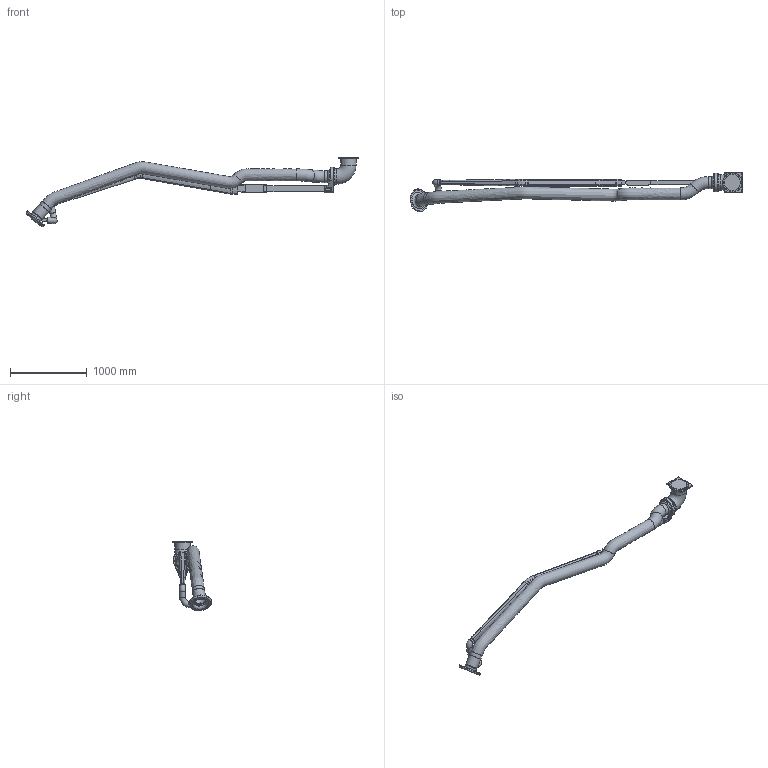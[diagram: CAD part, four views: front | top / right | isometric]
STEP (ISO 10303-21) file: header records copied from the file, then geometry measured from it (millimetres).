
FILE_DESCRIPTION(/* description */ ('Unknown'),/* implementation_level */ '2;1');
FILE_NAME(/* name */ 'SR00143',/* time_stamp */ '2019-10-28T14:32:06+01:00',/* author */ ('Unknown'),/* organization */ ('Unknown'),/* preprocessor_version */ 'ST-DEVELOPER v16.7',/* originating_system */ 'DEX',/* authorisation */ $);
FILE_SCHEMA (('AUTOMOTIVE_DESIGN {1 0 10303 214 3 1 1}'));
Length unit declared in the file: millimetre
Products named in the file (20): SR00143; Swivel; SR2005111-5; SR2005112; SR2005303; SR2005742; SR2006436-4; Arm; SR2005677; SR2005339; 2005426; SR2005338; SR2005687; part2; SR2005424; Hose; 2006537; Part1; Join-2; Hood
Assembly tree (19 placements, depth 3):
  SR00143
    Swivel
      SR2005111-5
      SR2005112
      SR2005303
      SR2005742
      SR2006436-4
    Arm
      SR2005677
      SR2005339
      2005426
      SR2005338
      SR2005687
      part2
      SR2005424
    Hose
    2006537
    Part1
    Join-2
    Hood
Bounding box: 4323.23 x 510.35 x 906.09 mm (x, y, z)
Volume: 122353779.1 mm3; surface area: 4539648.2 mm2
Topology: 17 solids, 17 shells, 413 faces, 1036 edges, 655 vertices
Faces by surface type: cylinder 189, plane 150, torus 45, bspline 22, sphere 4, cone 3
Full cylindrical faces by diameter (mm): 9 x7, 10 x1, 11 x8, 15 x8, 20 x1, 77.18 x4, 156 x4, 158 x2, 192 x1, 200 x2, 201.6 x1, 209.06 x1, 250.14 x1, 295 x1, 297 x1
Entity records: 25593 total; most frequent: CARTESIAN_POINT 15217, DIRECTION 2206, ORIENTED_EDGE 1898, EDGE_CURVE 949, AXIS2_PLACEMENT_3D 869, VERTEX_POINT 639, FACE_BOUND 548, EDGE_LOOP 547
